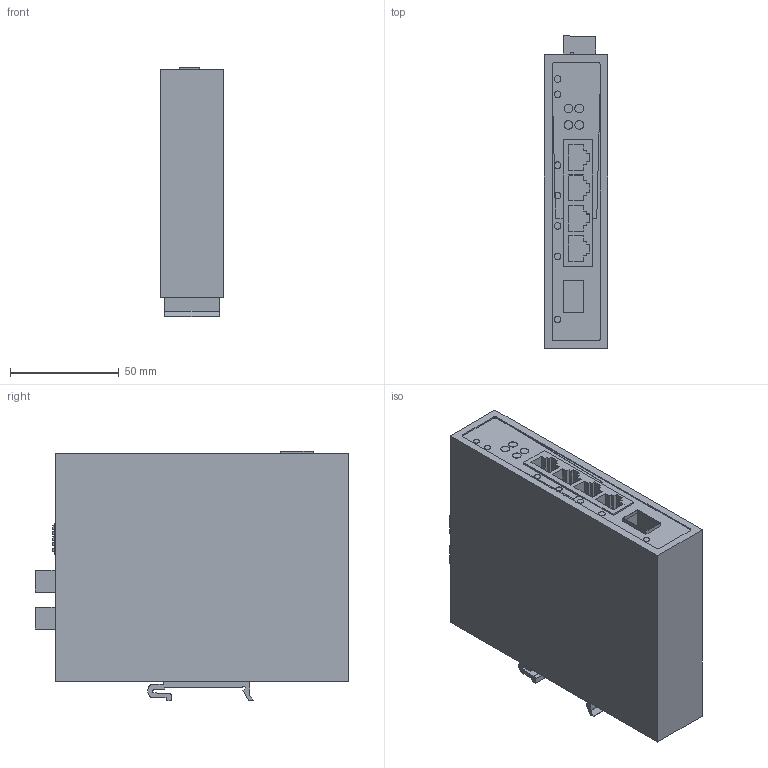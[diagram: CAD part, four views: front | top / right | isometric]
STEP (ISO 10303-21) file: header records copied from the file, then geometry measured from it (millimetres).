
FILE_DESCRIPTION(('CATIA V5R24 STEP','CAx-IF Rec.Pracs.--- Model Styling and Organization---1.2---2011-12-15'),'2;1');
FILE_NAME ('9569777_4_1504360000_S3D_IE-SW-BL05_BL05T-1GS-4GTPoE.stp','2017-09-21T06:55:22+00:00',('none'),('Weidmueller'),'CATIA Version 5-6 Release 2014 SP4 HF52','CATIA V5 STEP AP214','none');
FILE_SCHEMA(('AUTOMOTIVE_DESIGN { 1 0 10303 214 1 1 1 1 }'));
Length unit declared in the file: millimetre
Products named in the file (1): 1504360000
Bounding box: 29.2 x 144.05 x 115 mm (x, y, z)
Volume: 411156.2 mm3; surface area: 63974.3 mm2
Topology: 28 solids, 28 shells, 413 faces, 958 edges, 639 vertices
Faces by surface type: plane 320, cylinder 74, extrusion 19
Entity records: 11685 total; most frequent: CARTESIAN_POINT 2485, ORIENTED_EDGE 1916, DIRECTION 1443, EDGE_CURVE 936, VECTOR 775, LINE 756, VERTEX_POINT 615, EDGE_LOOP 451
